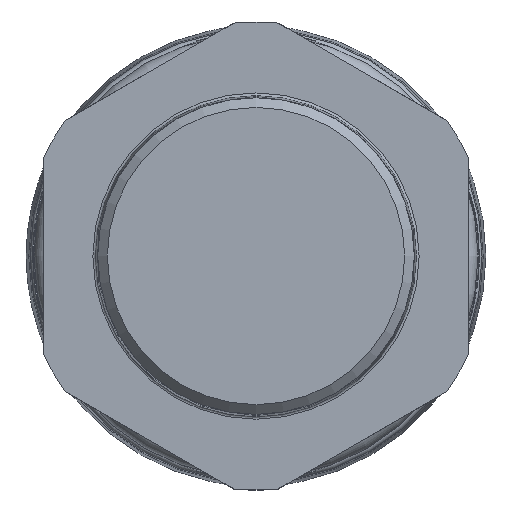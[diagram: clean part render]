
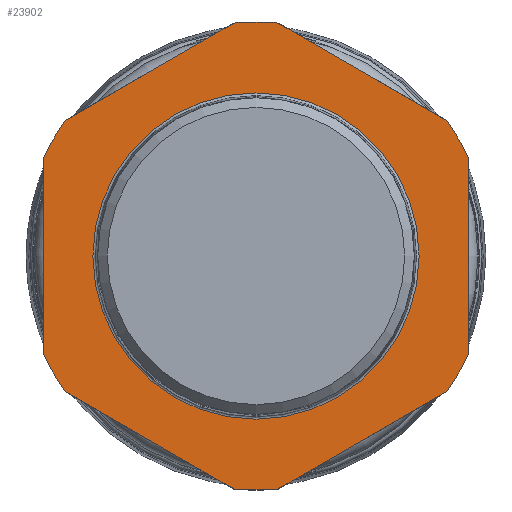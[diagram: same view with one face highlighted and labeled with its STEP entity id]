
A CAD part, left-side view. The second image highlights one B-rep face of the part: STEP entity #23902.
In plain terms, the highlighted planar face has unit normal (-1, 0, 0).
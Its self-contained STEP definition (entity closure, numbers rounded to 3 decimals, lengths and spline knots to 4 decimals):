
#793=FACE_BOUND('',#4641,.T.);
#1763=CIRCLE('',#25850,1.2073);
#1764=CIRCLE('',#25851,1.2073);
#1768=CIRCLE('',#25857,1.7323);
#1769=CIRCLE('',#25858,1.7323);
#1770=CIRCLE('',#25859,1.7323);
#1771=CIRCLE('',#25860,1.7323);
#1772=CIRCLE('',#25861,1.7323);
#1773=CIRCLE('',#25862,1.7323);
#3316=FACE_OUTER_BOUND('',#4640,.T.);
#4640=EDGE_LOOP('',(#20785,#20786,#20787,#20788,#20789,#20790,#20791,#20792,
#20793,#20794,#20795,#20796));
#4641=EDGE_LOOP('',(#20797,#20798));
#5709=LINE('',#50807,#6772);
#5710=LINE('',#50811,#6773);
#5711=LINE('',#50815,#6774);
#5712=LINE('',#50819,#6775);
#5713=LINE('',#50823,#6776);
#5714=LINE('',#50827,#6777);
#6772=VECTOR('',#30772,0.3937);
#6773=VECTOR('',#30775,0.3937);
#6774=VECTOR('',#30778,0.3937);
#6775=VECTOR('',#30781,0.3937);
#6776=VECTOR('',#30784,0.3937);
#6777=VECTOR('',#30787,0.3937);
#10348=VERTEX_POINT('',#50792);
#10349=VERTEX_POINT('',#50794);
#10352=VERTEX_POINT('',#50805);
#10353=VERTEX_POINT('',#50806);
#10354=VERTEX_POINT('',#50808);
#10355=VERTEX_POINT('',#50810);
#10356=VERTEX_POINT('',#50812);
#10357=VERTEX_POINT('',#50814);
#10358=VERTEX_POINT('',#50816);
#10359=VERTEX_POINT('',#50818);
#10360=VERTEX_POINT('',#50820);
#10361=VERTEX_POINT('',#50822);
#10362=VERTEX_POINT('',#50824);
#10363=VERTEX_POINT('',#50826);
#13837=EDGE_CURVE('',#10348,#10349,#1763,.T.);
#13838=EDGE_CURVE('',#10349,#10348,#1764,.T.);
#13843=EDGE_CURVE('',#10352,#10353,#5709,.T.);
#13844=EDGE_CURVE('',#10354,#10353,#1768,.T.);
#13845=EDGE_CURVE('',#10354,#10355,#5710,.T.);
#13846=EDGE_CURVE('',#10356,#10355,#1769,.T.);
#13847=EDGE_CURVE('',#10356,#10357,#5711,.T.);
#13848=EDGE_CURVE('',#10358,#10357,#1770,.T.);
#13849=EDGE_CURVE('',#10358,#10359,#5712,.T.);
#13850=EDGE_CURVE('',#10360,#10359,#1771,.T.);
#13851=EDGE_CURVE('',#10360,#10361,#5713,.T.);
#13852=EDGE_CURVE('',#10362,#10361,#1772,.T.);
#13853=EDGE_CURVE('',#10362,#10363,#5714,.T.);
#13854=EDGE_CURVE('',#10352,#10363,#1773,.T.);
#20785=ORIENTED_EDGE('',*,*,#13843,.T.);
#20786=ORIENTED_EDGE('',*,*,#13844,.F.);
#20787=ORIENTED_EDGE('',*,*,#13845,.T.);
#20788=ORIENTED_EDGE('',*,*,#13846,.F.);
#20789=ORIENTED_EDGE('',*,*,#13847,.T.);
#20790=ORIENTED_EDGE('',*,*,#13848,.F.);
#20791=ORIENTED_EDGE('',*,*,#13849,.T.);
#20792=ORIENTED_EDGE('',*,*,#13850,.F.);
#20793=ORIENTED_EDGE('',*,*,#13851,.T.);
#20794=ORIENTED_EDGE('',*,*,#13852,.F.);
#20795=ORIENTED_EDGE('',*,*,#13853,.T.);
#20796=ORIENTED_EDGE('',*,*,#13854,.F.);
#20797=ORIENTED_EDGE('',*,*,#13838,.F.);
#20798=ORIENTED_EDGE('',*,*,#13837,.F.);
#21418=PLANE('',#25856);
#23902=ADVANCED_FACE('',(#3316,#793),#21418,.T.);
#25850=AXIS2_PLACEMENT_3D('',#50795,#30757,#30758);
#25851=AXIS2_PLACEMENT_3D('',#50796,#30759,#30760);
#25856=AXIS2_PLACEMENT_3D('',#50804,#30770,#30771);
#25857=AXIS2_PLACEMENT_3D('',#50809,#30773,#30774);
#25858=AXIS2_PLACEMENT_3D('',#50813,#30776,#30777);
#25859=AXIS2_PLACEMENT_3D('',#50817,#30779,#30780);
#25860=AXIS2_PLACEMENT_3D('',#50821,#30782,#30783);
#25861=AXIS2_PLACEMENT_3D('',#50825,#30785,#30786);
#25862=AXIS2_PLACEMENT_3D('',#50828,#30788,#30789);
#30757=DIRECTION('center_axis',(-1.,0.,0.));
#30758=DIRECTION('ref_axis',(0.,0.,
-1.));
#30759=DIRECTION('center_axis',(-1.,0.,0.));
#30760=DIRECTION('ref_axis',(0.,0.,
-1.));
#30770=DIRECTION('center_axis',(-1.,0.,0.));
#30771=DIRECTION('ref_axis',(0.,0.,
-1.));
#30772=DIRECTION('',(0.,0.866,-0.5));
#30773=DIRECTION('center_axis',(1.,0.,0.));
#30774=DIRECTION('ref_axis',(0.,0.,
1.));
#30775=DIRECTION('',(0.,0.,-1.));
#30776=DIRECTION('center_axis',(1.,0.,0.));
#30777=DIRECTION('ref_axis',(0.,0.,
1.));
#30778=DIRECTION('',(0.,-0.866,-0.5));
#30779=DIRECTION('center_axis',(1.,0.,0.));
#30780=DIRECTION('ref_axis',(0.,0.,
1.));
#30781=DIRECTION('',(0.,-0.866,0.5));
#30782=DIRECTION('center_axis',(1.,0.,0.));
#30783=DIRECTION('ref_axis',(0.,0.,
1.));
#30784=DIRECTION('',(0.,0.,1.));
#30785=DIRECTION('center_axis',(1.,0.,0.));
#30786=DIRECTION('ref_axis',(0.,0.,
1.));
#30787=DIRECTION('',(0.,0.866,0.5));
#30788=DIRECTION('center_axis',(1.,0.,0.));
#30789=DIRECTION('ref_axis',(0.,0.,
1.));
#50792=CARTESIAN_POINT('',(-1.4694,0.,-1.2073));
#50794=CARTESIAN_POINT('',(-1.4694,0.,1.2073));
#50795=CARTESIAN_POINT('Origin',(-1.4694,0.,
0.));
#50796=CARTESIAN_POINT('Origin',(-1.4694,0.,
0.));
#50804=CARTESIAN_POINT('Origin',(-1.4694,-1.7323,0.));
#50805=CARTESIAN_POINT('',(-1.4694,0.1624,1.7247));
#50806=CARTESIAN_POINT('',(-1.4694,1.4124,1.003));
#50807=CARTESIAN_POINT('',(-1.4694,-0.1747,1.9193));
#50808=CARTESIAN_POINT('',(-1.4694,1.5748,0.7217));
#50809=CARTESIAN_POINT('Origin',(-1.4694,0.,
0.));
#50810=CARTESIAN_POINT('',(-1.4694,1.5748,-0.7217));
#50811=CARTESIAN_POINT('',(-1.4694,1.5748,0.3608));
#50812=CARTESIAN_POINT('',(-1.4694,1.4124,-1.003));
#50813=CARTESIAN_POINT('Origin',(-1.4694,0.,
0.));
#50814=CARTESIAN_POINT('',(-1.4694,0.1624,-1.7247));
#50815=CARTESIAN_POINT('',(-1.4694,0.4503,-1.5585));
#50816=CARTESIAN_POINT('',(-1.4694,-0.1624,-1.7247));
#50817=CARTESIAN_POINT('Origin',(-1.4694,0.,
0.));
#50818=CARTESIAN_POINT('',(-1.4694,-1.4124,-1.003));
#50819=CARTESIAN_POINT('',(-1.4694,-1.1245,-1.1692));
#50820=CARTESIAN_POINT('',(-1.4694,-1.5748,-0.7217));
#50821=CARTESIAN_POINT('Origin',(-1.4694,0.,
0.));
#50822=CARTESIAN_POINT('',(-1.4694,-1.5748,0.7217));
#50823=CARTESIAN_POINT('',(-1.4694,-1.5748,-0.3608));
#50824=CARTESIAN_POINT('',(-1.4694,-1.4124,1.003));
#50825=CARTESIAN_POINT('Origin',(-1.4694,0.,
0.));
#50826=CARTESIAN_POINT('',(-1.4694,-0.1624,1.7247));
#50827=CARTESIAN_POINT('',(-1.4694,-1.7495,0.8084));
#50828=CARTESIAN_POINT('Origin',(-1.4694,0.,
0.));
